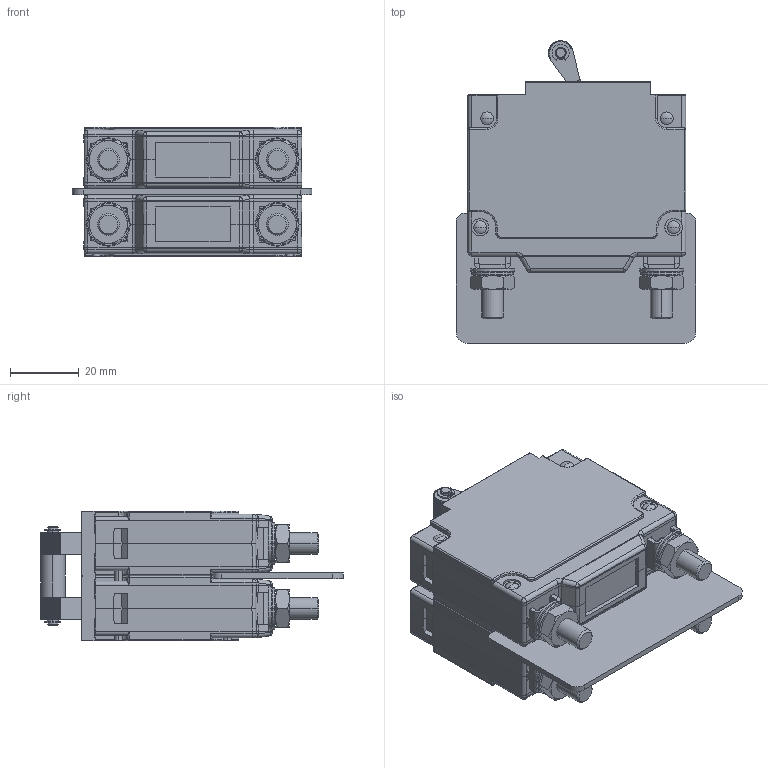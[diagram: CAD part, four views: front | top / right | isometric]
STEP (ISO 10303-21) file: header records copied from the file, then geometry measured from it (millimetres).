
FILE_DESCRIPTION((''),'2;1');
FILE_NAME('CA2_STUD_REC','2012-01-25T',('danboyden'),(''),'PRO/ENGINEER BY PARAMETRIC TECHNOLOGY CORPORATION, 2010280','PRO/ENGINEER BY PARAMETRIC TECHNOLOGY CORPORATION, 2010280','');
FILE_SCHEMA(('CONFIG_CONTROL_DESIGN'));
Products named in the file (1): CA2_STUD_REC
Bounding box: 69.85 x 88.17 x 37.8 mm (x, y, z)
Volume: 61731.6 mm3; surface area: 55631.9 mm2
Topology: 3 solids, 3 shells, 5896 faces, 16346 edges, 10540 vertices
Faces by surface type: plane 4302, cylinder 826, bspline 234, cone 234, extrusion 198, torus 54, sphere 48
Entity records: 213576 total; most frequent: CARTESIAN_POINT 65364, ORIENTED_EDGE 32660, DIRECTION 27556, EDGE_CURVE 16330, VECTOR 13140, LINE 12942, VERTEX_POINT 10540, AXIS2_PLACEMENT_3D 7208
